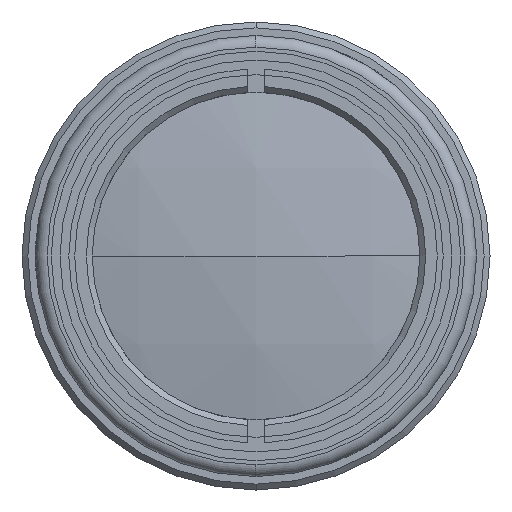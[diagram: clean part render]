
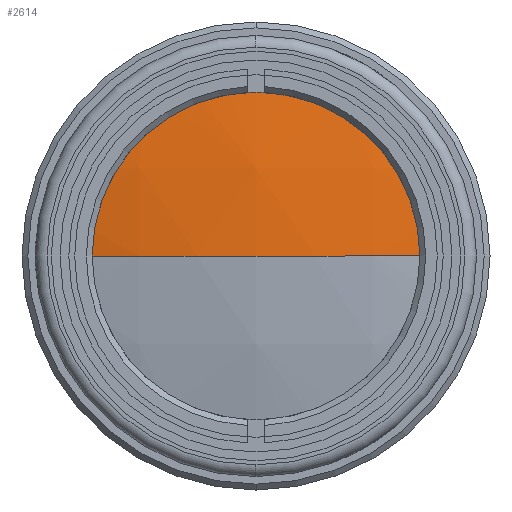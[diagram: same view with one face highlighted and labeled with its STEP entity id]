
A CAD part, left-side view. The second image highlights one B-rep face of the part: STEP entity #2614.
In plain terms, the highlighted spherical face has radius 72.75 mm.
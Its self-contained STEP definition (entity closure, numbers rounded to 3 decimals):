
#53 = CARTESIAN_POINT ( 'NONE',  ( 136.563, -15., 0. ) ) ;
#280 = AXIS2_PLACEMENT_3D ( 'NONE', #2246, #2224, #2213 ) ;
#418 = AXIS2_PLACEMENT_3D ( 'NONE', #909, #881, #884 ) ;
#428 = AXIS2_PLACEMENT_3D ( 'NONE', #1121, #974, #1079 ) ;
#563 = FACE_OUTER_BOUND ( 'NONE', #2859, .T. ) ;
#759 = DIRECTION ( 'NONE',  ( 0., 0., 1. ) ) ;
#794 = ORIENTED_EDGE ( 'NONE', *, *, #917, .T. ) ;
#870 = EDGE_CURVE ( 'NONE', #3215, #2939, #1236, .T. ) ;
#881 = DIRECTION ( 'NONE',  ( 0., 0., 1. ) ) ;
#884 = DIRECTION ( 'NONE',  ( 0., -1., 0. ) ) ;
#909 = CARTESIAN_POINT ( 'NONE',  ( 207.75, 0., 0. ) ) ;
#917 = EDGE_CURVE ( 'NONE', #3235, #2939, #1239, .T. ) ;
#974 = DIRECTION ( 'NONE',  ( 0., 0., -1. ) ) ;
#1049 = CIRCLE ( 'NONE', #280, 15. ) ;
#1079 = DIRECTION ( 'NONE',  ( 0., 1., 0. ) ) ;
#1121 = CARTESIAN_POINT ( 'NONE',  ( 207.75, 0., 0. ) ) ;
#1236 = CIRCLE ( 'NONE', #428, 72.75 ) ;
#1239 = CIRCLE ( 'NONE', #418, 72.75 ) ;
#1282 = CARTESIAN_POINT ( 'NONE',  ( 207.75, 0., 0. ) ) ;
#1486 = EDGE_CURVE ( 'NONE', #3215, #3235, #1049, .T. ) ;
#2173 = ORIENTED_EDGE ( 'NONE', *, *, #870, .F. ) ;
#2213 = DIRECTION ( 'NONE',  ( 0., 0., -1. ) ) ;
#2224 = DIRECTION ( 'NONE',  ( -1., 0., 0. ) ) ;
#2246 = CARTESIAN_POINT ( 'NONE',  ( 136.563, 0., 0. ) ) ;
#2459 = ORIENTED_EDGE ( 'NONE', *, *, #1486, .T. ) ;
#2574 = SPHERICAL_SURFACE ( 'NONE', #3450, 72.75 ) ;
#2614 = ADVANCED_FACE ( 'NONE', ( #563 ), #2574, .T. ) ;
#2820 = DIRECTION ( 'NONE',  ( 0., -1., 0. ) ) ;
#2859 = EDGE_LOOP ( 'NONE', ( #2459, #794, #2173 ) ) ;
#2895 = CARTESIAN_POINT ( 'NONE',  ( 136.563, 15., 0. ) ) ;
#2939 = VERTEX_POINT ( 'NONE', #3406 ) ;
#3215 = VERTEX_POINT ( 'NONE', #53 ) ;
#3235 = VERTEX_POINT ( 'NONE', #2895 ) ;
#3406 = CARTESIAN_POINT ( 'NONE',  ( 135., 0., 0. ) ) ;
#3450 = AXIS2_PLACEMENT_3D ( 'NONE', #1282, #759, #2820 ) ;
